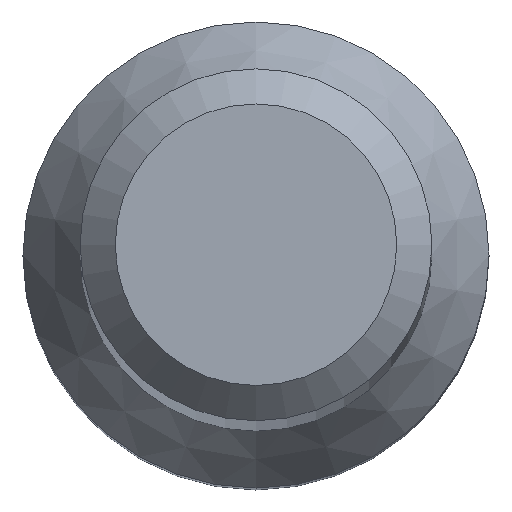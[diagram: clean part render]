
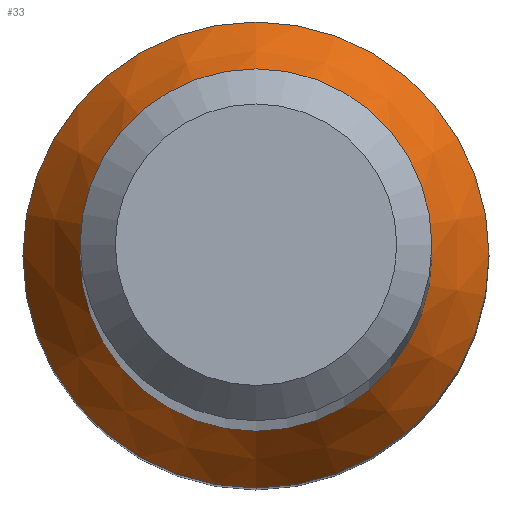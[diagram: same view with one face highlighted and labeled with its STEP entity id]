
A CAD part, top view. The second image highlights one B-rep face of the part: STEP entity #33.
In plain terms, the highlighted conical face has half-angle 30 degrees and reference radius 2.649 mm.
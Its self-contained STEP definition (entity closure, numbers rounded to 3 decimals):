
#2 = FACE_OUTER_BOUND ( 'NONE', #132, .T. ) ;
#13 = ORIENTED_EDGE ( 'NONE', *, *, #84, .F. ) ;
#24 = AXIS2_PLACEMENT_3D ( 'NONE', #116, #151, #129 ) ;
#33 = ADVANCED_FACE ( 'NONE', ( #170, #2 ), #173, .T. ) ;
#40 = EDGE_CURVE ( 'NONE', #208, #208, #219, .T. ) ;
#51 = ORIENTED_EDGE ( 'NONE', *, *, #40, .T. ) ;
#60 = DIRECTION ( 'NONE',  ( 0., 1., 0. ) ) ;
#77 = CARTESIAN_POINT ( 'NONE',  ( 0., 0., 12.868 ) ) ;
#84 = EDGE_CURVE ( 'NONE', #218, #218, #190, .T. ) ;
#105 = CARTESIAN_POINT ( 'NONE',  ( 0., 2.649, 12.868 ) ) ;
#116 = CARTESIAN_POINT ( 'NONE',  ( 0., 0., 12.868 ) ) ;
#119 = AXIS2_PLACEMENT_3D ( 'NONE', #148, #206, #193 ) ;
#123 = AXIS2_PLACEMENT_3D ( 'NONE', #77, #194, #60 ) ;
#124 = CARTESIAN_POINT ( 'NONE',  ( 0., 2., 13.992 ) ) ;
#129 = DIRECTION ( 'NONE',  ( 0., 1., 0. ) ) ;
#132 = EDGE_LOOP ( 'NONE', ( #13 ) ) ;
#148 = CARTESIAN_POINT ( 'NONE',  ( 0., 0., 13.992 ) ) ;
#151 = DIRECTION ( 'NONE',  ( 0., 0., -1. ) ) ;
#170 = FACE_BOUND ( 'NONE', #242, .T. ) ;
#173 = CONICAL_SURFACE ( 'NONE', #24, 2.649, 0.524 ) ;
#190 = CIRCLE ( 'NONE', #123, 2.649 ) ;
#193 = DIRECTION ( 'NONE',  ( 0., 1., 0. ) ) ;
#194 = DIRECTION ( 'NONE',  ( 0., 0., -1. ) ) ;
#206 = DIRECTION ( 'NONE',  ( 0., 0., -1. ) ) ;
#208 = VERTEX_POINT ( 'NONE', #124 ) ;
#218 = VERTEX_POINT ( 'NONE', #105 ) ;
#219 = CIRCLE ( 'NONE', #119, 2. ) ;
#242 = EDGE_LOOP ( 'NONE', ( #51 ) ) ;
